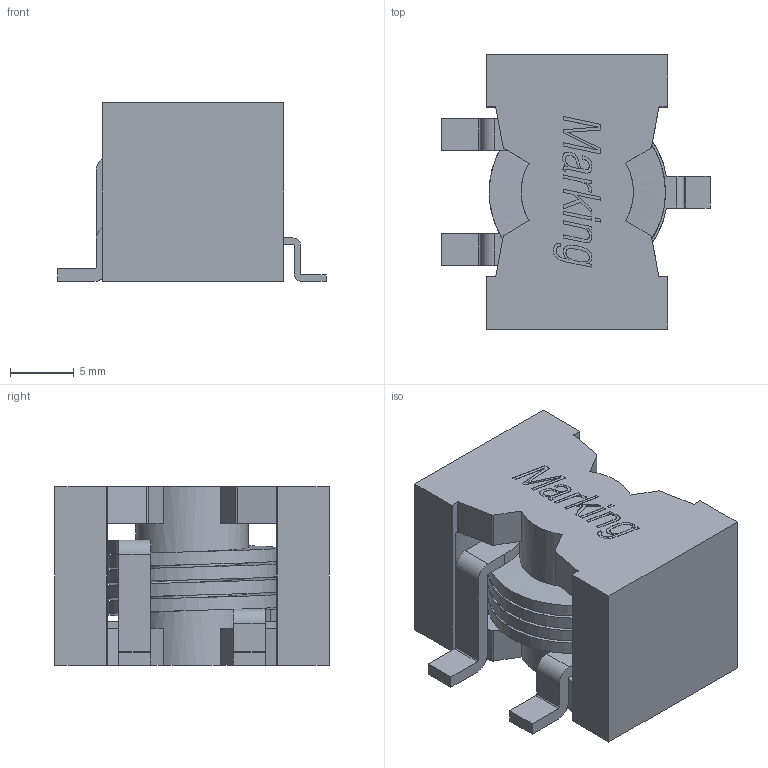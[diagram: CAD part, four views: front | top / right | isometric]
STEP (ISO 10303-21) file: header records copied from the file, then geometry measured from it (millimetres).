
FILE_DESCRIPTION(/* description */ ('Unknown'),/* implementation_level */ '2;1');
FILE_NAME(/* name */ 'L_Wurth_WE-HCF_2013',/* time_stamp */ '2022-03-08T10:06:28+08:00',/* author */ ('Unknown'),/* organization */ ('Unknown'),/* preprocessor_version */ 'ST-DEVELOPER v16.7',/* originating_system */ 'Solid Edge',/* authorisation */ 'Unknown');
FILE_SCHEMA (('AUTOMOTIVE_DESIGN {1 0 10303 214 3 1 1}'));
Length unit declared in the file: millimetre
Products named in the file (2): L_Wurth_WE-HCF_2013
Assembly tree (1 placements, depth 2):
  L_Wurth_WE-HCF_2013
    L_Wurth_WE-HCF_2013
Bounding box: 21 x 21.5 x 14 mm (x, y, z)
Volume: 2958.6 mm3; surface area: 3401.6 mm2
Topology: 1 solids, 1 shells, 200 faces, 584 edges, 384 vertices
Faces by surface type: plane 136, cylinder 49, bspline 15
Full cylindrical faces by diameter (mm): 8.8 x3
Entity records: 9115 total; most frequent: CARTESIAN_POINT 2472, ORIENTED_EDGE 1146, DIRECTION 1017, EDGE_CURVE 573, LINE 425, VECTOR 425, VERTEX_POINT 377, AXIS2_PLACEMENT_3D 296
